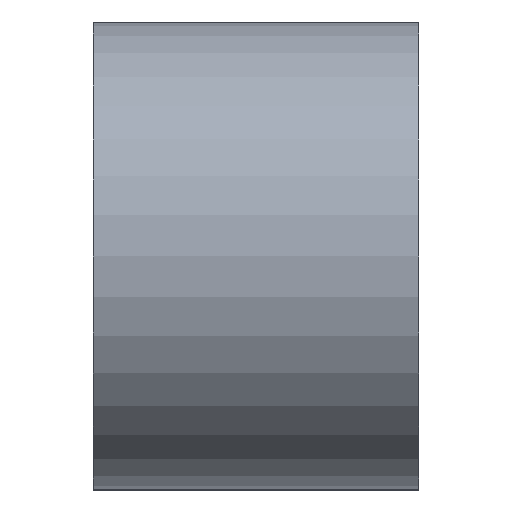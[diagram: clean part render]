
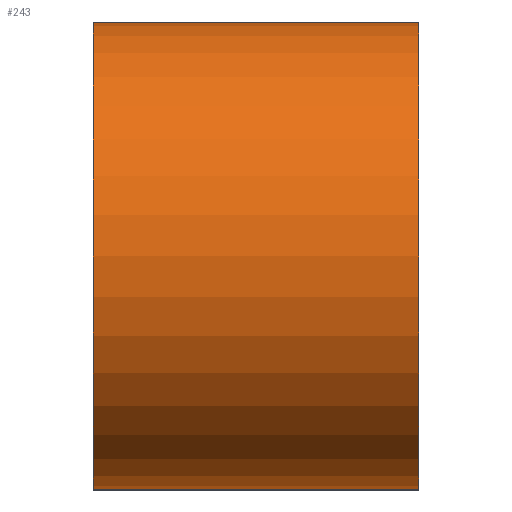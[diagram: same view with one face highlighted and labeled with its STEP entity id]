
A CAD part, front view. The second image highlights one B-rep face of the part: STEP entity #243.
In plain terms, the highlighted cylindrical face has radius 18.288 mm (diameter 36.576 mm), a partial arc.
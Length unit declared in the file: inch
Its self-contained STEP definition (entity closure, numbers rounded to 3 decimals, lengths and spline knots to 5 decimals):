
#6 = LINE ( 'NONE', #485, #344 ) ;
#47 = AXIS2_PLACEMENT_3D ( 'NONE', #185, #313, #467 ) ;
#50 = ORIENTED_EDGE ( 'NONE', *, *, #179, .T. ) ;
#57 = DIRECTION ( 'NONE',  ( -1., 0., 0. ) ) ;
#107 = CARTESIAN_POINT ( 'NONE',  ( 0.5, 0., 0.72 ) ) ;
#125 = AXIS2_PLACEMENT_3D ( 'NONE', #382, #489, #616 ) ;
#130 = LINE ( 'NONE', #555, #505 ) ;
#145 = FACE_OUTER_BOUND ( 'NONE', #240, .T. ) ;
#159 = CARTESIAN_POINT ( 'NONE',  ( -0.5, 0., 0. ) ) ;
#170 = EDGE_CURVE ( 'NONE', #522, #637, #754, .T. ) ;
#179 = EDGE_CURVE ( 'NONE', #522, #659, #6, .T. ) ;
#185 = CARTESIAN_POINT ( 'NONE',  ( 0.5, 0., 0. ) ) ;
#240 = EDGE_LOOP ( 'NONE', ( #250, #50, #267, #725 ) ) ;
#243 = ADVANCED_FACE ( 'NONE', ( #145 ), #378, .T. ) ;
#250 = ORIENTED_EDGE ( 'NONE', *, *, #170, .F. ) ;
#267 = ORIENTED_EDGE ( 'NONE', *, *, #427, .T. ) ;
#284 = AXIS2_PLACEMENT_3D ( 'NONE', #159, #627, #751 ) ;
#313 = DIRECTION ( 'NONE',  ( 1., 0., 0. ) ) ;
#343 = EDGE_CURVE ( 'NONE', #637, #760, #130, .T. ) ;
#344 = VECTOR ( 'NONE', #57, 39.37008 ) ;
#378 = CYLINDRICAL_SURFACE ( 'NONE', #125, 0.72 ) ;
#382 = CARTESIAN_POINT ( 'NONE',  ( 0.5, 0., 0. ) ) ;
#408 = CARTESIAN_POINT ( 'NONE',  ( 0.5, 0., -0.72 ) ) ;
#421 = CARTESIAN_POINT ( 'NONE',  ( -0.5, 0., -0.72 ) ) ;
#427 = EDGE_CURVE ( 'NONE', #659, #760, #591, .T. ) ;
#467 = DIRECTION ( 'NONE',  ( 0., 0., -1. ) ) ;
#485 = CARTESIAN_POINT ( 'NONE',  ( 0.5, 0., 0.72 ) ) ;
#489 = DIRECTION ( 'NONE',  ( -1., 0., 0. ) ) ;
#505 = VECTOR ( 'NONE', #719, 39.37008 ) ;
#522 = VERTEX_POINT ( 'NONE', #107 ) ;
#555 = CARTESIAN_POINT ( 'NONE',  ( 0.5, 0., -0.72 ) ) ;
#591 = CIRCLE ( 'NONE', #284, 0.72 ) ;
#616 = DIRECTION ( 'NONE',  ( 0., 0., 1. ) ) ;
#627 = DIRECTION ( 'NONE',  ( 1., 0., 0. ) ) ;
#637 = VERTEX_POINT ( 'NONE', #408 ) ;
#659 = VERTEX_POINT ( 'NONE', #734 ) ;
#719 = DIRECTION ( 'NONE',  ( -1., 0., 0. ) ) ;
#725 = ORIENTED_EDGE ( 'NONE', *, *, #343, .F. ) ;
#734 = CARTESIAN_POINT ( 'NONE',  ( -0.5, 0., 0.72 ) ) ;
#751 = DIRECTION ( 'NONE',  ( 0., 0., -1. ) ) ;
#754 = CIRCLE ( 'NONE', #47, 0.72 ) ;
#760 = VERTEX_POINT ( 'NONE', #421 ) ;
